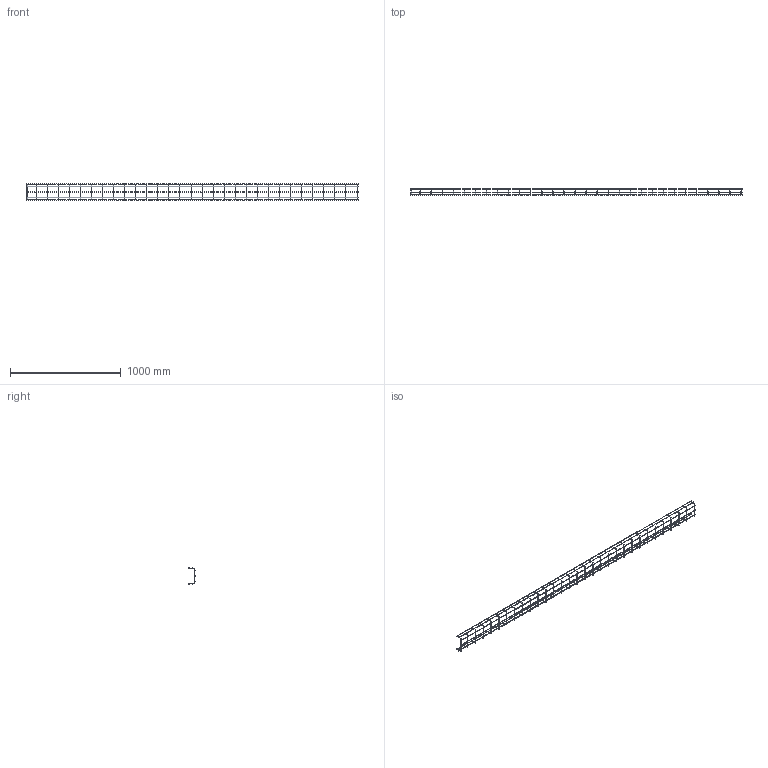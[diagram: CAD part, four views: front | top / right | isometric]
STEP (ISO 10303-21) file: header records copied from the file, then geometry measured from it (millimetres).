
FILE_DESCRIPTION (( 'STEP AP214' ), '1' );
FILE_NAME ('6001444.stp', '2016-07-14T07:29:06', ( '' ), ( '' ), 'SwSTEP 2.0', 'SolidWorks 2014', '' );
FILE_SCHEMA (( 'AUTOMOTIVE_DESIGN' ));
Length unit declared in the file: millimetre
Products named in the file (1): 6001444
Bounding box: 3000 x 57.91 x 150 mm (x, y, z)
Volume: 324940.7 mm3; surface area: 340360.1 mm2
Topology: 1 solids, 1 shells, 412 faces, 1802 edges, 1116 vertices
Faces by surface type: cylinder 206, torus 128, plane 78
Entity records: 28328 total; most frequent: CARTESIAN_POINT 14623, ORIENTED_EDGE 3604, DIRECTION 2228, EDGE_CURVE 1802, VERTEX_POINT 1116, AXIS2_PLACEMENT_3D 835, B_SPLINE_CURVE_WITH_KNOTS 704, LINE 558
